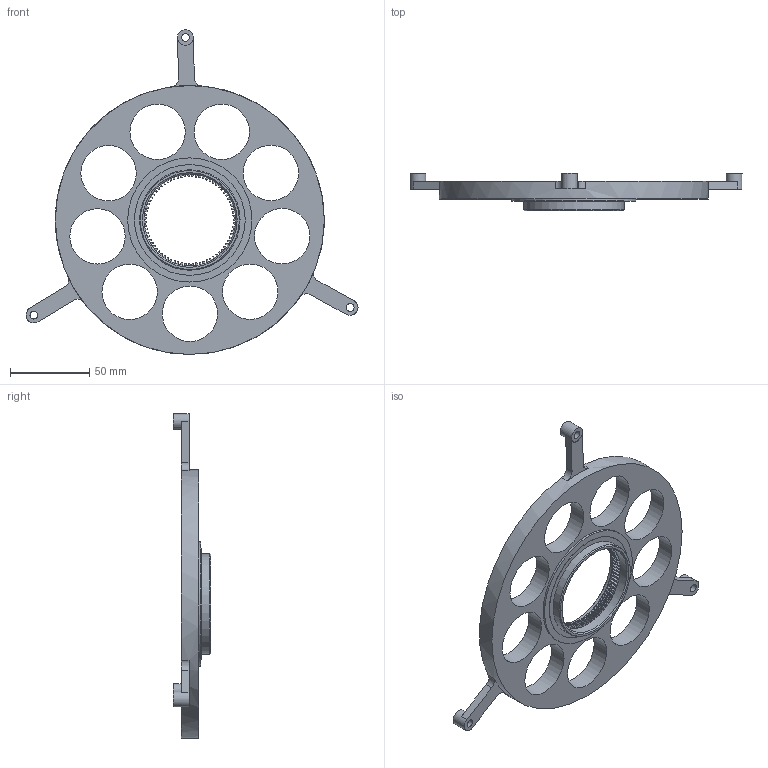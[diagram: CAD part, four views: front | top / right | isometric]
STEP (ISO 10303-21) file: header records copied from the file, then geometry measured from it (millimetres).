
FILE_DESCRIPTION(/* description */ (''),/* implementation_level */ '2;1');
FILE_NAME(/* name */ 'couronne_2_400.step',/* time_stamp */ '2025-04-08T10:10:37+02:00',/* author */ (''),/* organization */ (''),/* preprocessor_version */ 'ST-DEVELOPER v20.1',/* originating_system */ 'Autodesk Translation Framework v14.4.0.0',/* authorisation */ '');
FILE_SCHEMA (('AUTOMOTIVE_DESIGN { 1 0 10303 214 3 1 1 }'));
Length unit declared in the file: millimetre
Products named in the file (1): couronne 2 400
Bounding box: 209.82 x 23.7 x 205.37 mm (x, y, z)
Volume: 138059.8 mm3; surface area: 49744.7 mm2
Topology: 2 solids, 2 shells, 656 faces, 1935 edges, 1290 vertices
Faces by surface type: cylinder 480, bspline 150, plane 22, cone 4
Full cylindrical faces by diameter (mm): 5 x3, 10 x3, 35 x9, 58.2 x2, 62.4 x1, 63.5 x1, 67 x1, 70 x1, 78.5 x1, 170 x1
Entity records: 23380 total; most frequent: CARTESIAN_POINT 5844, ORIENTED_EDGE 3870, DIRECTION 3627, EDGE_CURVE 1935, AXIS2_PLACEMENT_3D 1485, VERTEX_POINT 1290, CIRCLE 978, EDGE_LOOP 689
